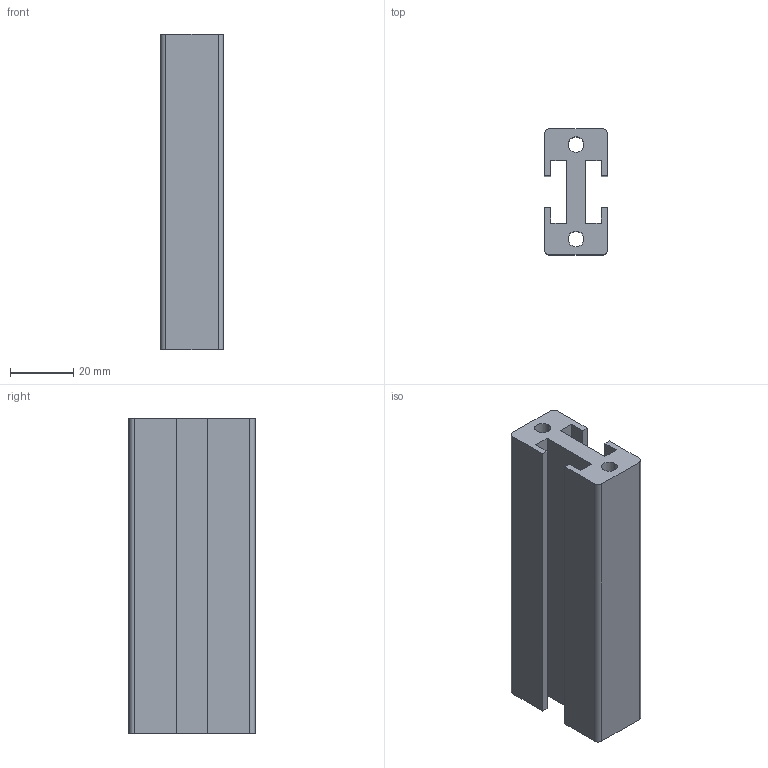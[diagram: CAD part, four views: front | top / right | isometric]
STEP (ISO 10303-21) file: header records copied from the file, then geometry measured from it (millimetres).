
FILE_DESCRIPTION(('Creo Elements/Direct Modeling STEP Export'),'2;1');
FILE_NAME('44.0030.1_Rechteckprofil-MMS-44_40x20mm.stp','2022-03-21T 8:56:08',(''),(''),'PTC Creo Elements/Direct Modeling STEP processor for AP214 (Solid Model)','PTC Creo Elements/Direct Modeling 19.0C 15-Aug-2015 (C) Parametric Technology GmbH','');
FILE_SCHEMA(('AUTOMOTIVE_DESIGN { 1 0 10303 214 1 1 1 1 }'));
Length unit declared in the file: millimetre
Products named in the file (2): Rechteckprofil-MMS-44_40x20mm_44.0030.1_PX171808
Assembly tree (1 placements, depth 2):
  Rechteckprofil-MMS-44_40x20mm_44.0030.1_PX171808
    Rechteckprofil-MMS-44_40x20mm_44.0030.1_PX171808
Bounding box: 20 x 40 x 100 mm (x, y, z)
Volume: 51853.3 mm3; surface area: 22704 mm2
Topology: 1 solids, 1 shells, 30 faces, 87 edges, 59 vertices
Faces by surface type: plane 22, cylinder 8
Entity records: 1012 total; most frequent: ORIENTED_EDGE 174, CARTESIAN_POINT 171, DIRECTION 156, EDGE_CURVE 87, VECTOR 68, LINE 68, VERTEX_POINT 59, AXIS2_PLACEMENT_3D 44
